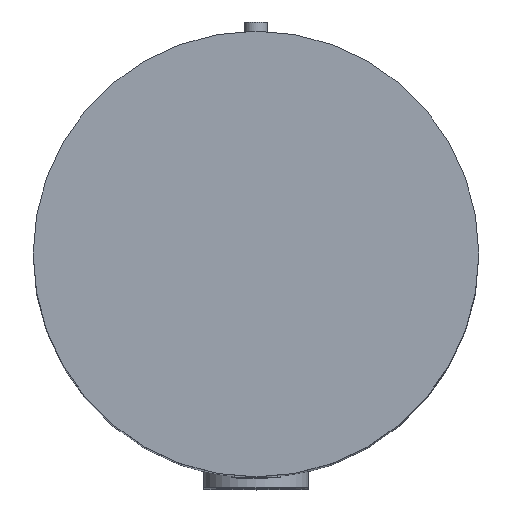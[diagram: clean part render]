
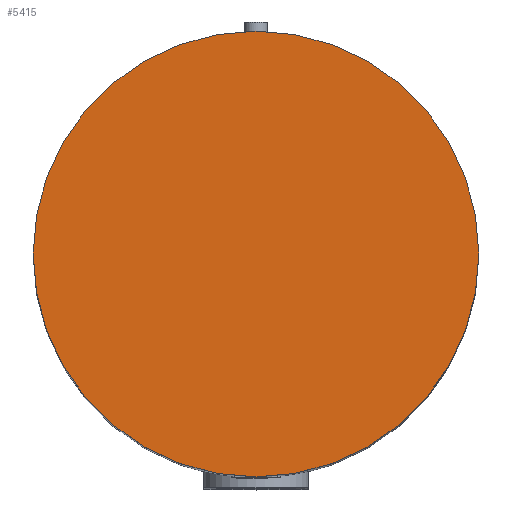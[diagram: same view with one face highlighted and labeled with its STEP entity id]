
A CAD part, top view. The second image highlights one B-rep face of the part: STEP entity #5415.
In plain terms, the highlighted planar face has unit normal (0, 0, 1).
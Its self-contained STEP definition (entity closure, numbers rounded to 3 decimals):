
#231=PLANE($,#6042);
#1695=FACE_OUTER_BOUND($,#2080,.T.);
#2080=EDGE_LOOP($,(#5048));
#2350=CIRCLE($,#6040,600.);
#2859=VERTEX_POINT($,#10314);
#3596=EDGE_CURVE($,#2859,#2859,#2350,.T.);
#5048=ORIENTED_EDGE($,*,*,#3596,.T.);
#5415=ADVANCED_FACE($,(#1695),#231,.T.);
#6040=AXIS2_PLACEMENT_3D($,#10315,#7636,#7637);
#6042=AXIS2_PLACEMENT_3D($,#10318,#7640,#7641);
#7636=DIRECTION('center_axis',(0.,0.,
1.));
#7637=DIRECTION('ref_axis',(0.,-1.,0.));
#7640=DIRECTION('center_axis',(0.,0.,
1.));
#7641=DIRECTION('ref_axis',(1.,0.,0.));
#10314=CARTESIAN_POINT('',(0.,-600.,2216.));
#10315=CARTESIAN_POINT('Origin',(0.,0.,
2216.));
#10318=CARTESIAN_POINT('Origin',(0.,-300.,2216.));
